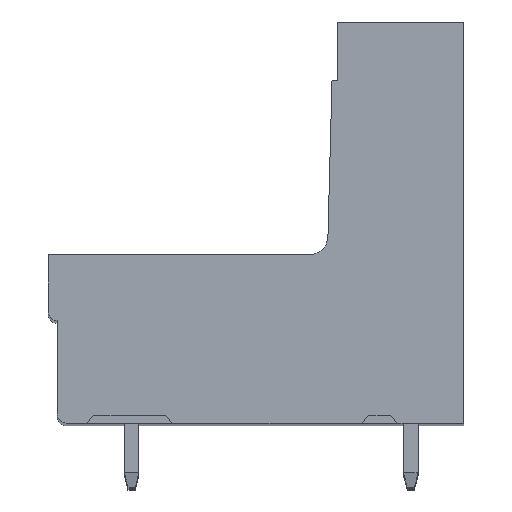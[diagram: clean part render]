
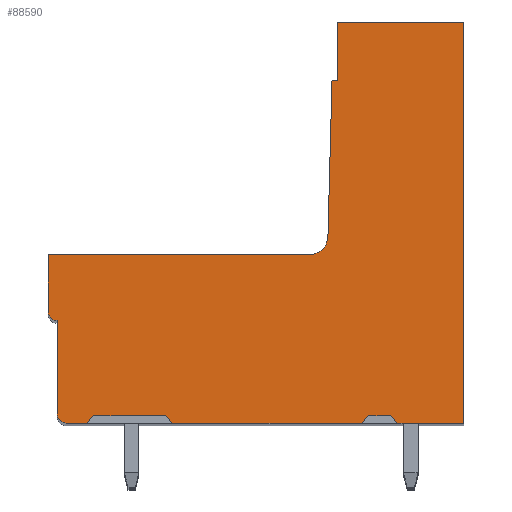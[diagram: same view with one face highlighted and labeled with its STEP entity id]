
A CAD part, top view. The second image highlights one B-rep face of the part: STEP entity #88590.
In plain terms, the highlighted planar face has unit normal (0, 0, 1).
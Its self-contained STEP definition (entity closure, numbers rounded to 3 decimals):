
#9040=DIRECTION('',(-1.,0.,0.));
#9041=VECTOR('',#9040,0.3);
#9042=CARTESIAN_POINT('',(-6.894,18.7,-39.813));
#9043=LINE('',#9042,#9041);
#9048=DIRECTION('',(0.,-1.,0.));
#9049=VECTOR('',#9048,3.2);
#9050=CARTESIAN_POINT('',(-6.894,21.9,-39.813));
#9051=LINE('',#9050,#9049);
#18705=DIRECTION('',(0.,1.,0.));
#18706=VECTOR('',#18705,21.9);
#18707=CARTESIAN_POINT('',(0.006,0.,
-39.813));
#18708=LINE('',#18707,#18706);
#31563=DIRECTION('',(0.,-1.,0.));
#31564=VECTOR('',#31563,5.1);
#31565=CARTESIAN_POINT('',(-22.194,5.6,-39.813));
#31566=LINE('',#31565,#31564);
#31583=DIRECTION('',(-1.,0.,0.));
#31584=VECTOR('',#31583,10.3);
#31585=CARTESIAN_POINT('',(-5.594,0.,
-39.813));
#31586=LINE('',#31585,#31584);
#31587=DIRECTION('',(-0.707,0.707,0.));
#31588=VECTOR('',#31587,0.566);
#31589=CARTESIAN_POINT('',(-15.894,0.,
-39.813));
#31590=LINE('',#31589,#31588);
#31591=DIRECTION('',(-1.,0.,0.));
#31592=VECTOR('',#31591,3.9);
#31593=CARTESIAN_POINT('',(-16.294,0.4,
-39.813));
#31594=LINE('',#31593,#31592);
#31595=DIRECTION('',(-1.,0.,0.));
#31596=VECTOR('',#31595,1.1);
#31597=CARTESIAN_POINT('',(-20.594,0.,
-39.813));
#31598=LINE('',#31597,#31596);
#31599=CARTESIAN_POINT('',(-21.694,0.5,-39.813));
#31600=DIRECTION('',(0.,0.,-1.));
#31601=DIRECTION('',(0.,-1.,0.));
#31602=AXIS2_PLACEMENT_3D('',#31599,#31600,#31601);
#31604=CARTESIAN_POINT('',(-22.194,6.1,-39.813));
#31605=DIRECTION('',(0.,0.,-1.));
#31606=DIRECTION('',(0.,-1.,0.));
#31607=AXIS2_PLACEMENT_3D('',#31604,#31605,#31606);
#31609=DIRECTION('',(0.,1.,0.));
#31610=VECTOR('',#31609,3.1);
#31611=CARTESIAN_POINT('',(-22.694,6.1,
-39.813));
#31612=LINE('',#31611,#31610);
#31613=DIRECTION('',(1.,0.,0.));
#31614=VECTOR('',#31613,14.277);
#31615=CARTESIAN_POINT('',(-22.694,9.2,-39.813));
#31616=LINE('',#31615,#31614);
#31617=CARTESIAN_POINT('',(-8.417,10.2,-39.813));
#31618=DIRECTION('',(0.,0.,1.));
#31619=DIRECTION('',(0.,-1.,0.));
#31620=AXIS2_PLACEMENT_3D('',#31617,#31618,#31619);
#31622=DIRECTION('',(0.026,1.,0.));
#31623=VECTOR('',#31622,8.529);
#31624=CARTESIAN_POINT('',(-7.417,10.174,
-39.813));
#31625=LINE('',#31624,#31623);
#31626=DIRECTION('',(1.,0.,0.));
#31627=VECTOR('',#31626,6.9);
#31628=CARTESIAN_POINT('',(-6.894,21.9,-39.813));
#31629=LINE('',#31628,#31627);
#31630=DIRECTION('',(-1.,0.,0.));
#31631=VECTOR('',#31630,3.6);
#31632=CARTESIAN_POINT('',(0.006,0.,
-39.813));
#31633=LINE('',#31632,#31631);
#31634=DIRECTION('',(-0.707,0.707,0.));
#31635=VECTOR('',#31634,0.566);
#31636=CARTESIAN_POINT('',(-3.594,0.,
-39.813));
#31637=LINE('',#31636,#31635);
#31638=DIRECTION('',(-0.707,-0.707,0.));
#31639=VECTOR('',#31638,0.566);
#31640=CARTESIAN_POINT('',(-5.194,0.4,
-39.813));
#31641=LINE('',#31640,#31639);
#31658=DIRECTION('',(-0.707,-0.707,0.));
#31659=VECTOR('',#31658,0.566);
#31660=CARTESIAN_POINT('',(-20.194,0.4,
-39.813));
#31661=LINE('',#31660,#31659);
#31694=DIRECTION('',(1.,0.,0.));
#31695=VECTOR('',#31694,1.2);
#31696=CARTESIAN_POINT('',(-5.194,0.4,
-39.813));
#31697=LINE('',#31696,#31695);
#32481=CARTESIAN_POINT('',(-5.594,0.,
-39.813));
#32483=VERTEX_POINT('',#32481);
#32487=CARTESIAN_POINT('',(-3.594,0.,
-39.813));
#32488=VERTEX_POINT('',#32487);
#32604=CARTESIAN_POINT('',(-16.294,0.4,
-39.813));
#32605=VERTEX_POINT('',#32604);
#32606=CARTESIAN_POINT('',(-7.417,10.174,
-39.813));
#32607=CARTESIAN_POINT('',(-7.194,18.7,-39.813));
#32608=VERTEX_POINT('',#32606);
#32609=VERTEX_POINT('',#32607);
#32610=CARTESIAN_POINT('',(-6.894,18.7,-39.813));
#32611=VERTEX_POINT('',#32610);
#32612=CARTESIAN_POINT('',(-6.894,21.9,-39.813));
#32613=VERTEX_POINT('',#32612);
#32614=CARTESIAN_POINT('',(-3.994,0.4,
-39.813));
#32615=VERTEX_POINT('',#32614);
#32616=CARTESIAN_POINT('',(-5.194,0.4,
-39.813));
#32617=VERTEX_POINT('',#32616);
#32622=CARTESIAN_POINT('',(-21.694,0.,-39.813));
#32623=CARTESIAN_POINT('',(-22.194,0.5,
-39.813));
#32624=VERTEX_POINT('',#32622);
#32625=VERTEX_POINT('',#32623);
#32626=CARTESIAN_POINT('',(-22.194,5.6,-39.813));
#32627=VERTEX_POINT('',#32626);
#32628=CARTESIAN_POINT('',(-22.694,6.1,
-39.813));
#32629=VERTEX_POINT('',#32628);
#32630=CARTESIAN_POINT('',(-22.694,9.2,-39.813));
#32631=VERTEX_POINT('',#32630);
#32880=CARTESIAN_POINT('',(0.006,0.,
-39.813));
#32881=CARTESIAN_POINT('',(0.006,21.9,-39.813));
#32882=VERTEX_POINT('',#32880);
#32883=VERTEX_POINT('',#32881);
#32884=CARTESIAN_POINT('',(-20.194,0.4,
-39.813));
#32885=CARTESIAN_POINT('',(-20.594,0.,
-39.813));
#32886=VERTEX_POINT('',#32884);
#32887=VERTEX_POINT('',#32885);
#32888=CARTESIAN_POINT('',(-15.894,0.,
-39.813));
#32889=VERTEX_POINT('',#32888);
#32890=CARTESIAN_POINT('',(-8.417,9.2,-39.813));
#32891=VERTEX_POINT('',#32890);
#88557=CARTESIAN_POINT('',(-21.694,0.5,
-39.813));
#88558=DIRECTION('',(0.,0.,-1.));
#88559=DIRECTION('',(-1.,0.,0.));
#88560=AXIS2_PLACEMENT_3D('',#88557,#88558,#88559);
#88561=PLANE('',#88560);
#88562=ORIENTED_EDGE('',*,*,#82302,.T.);
#88564=ORIENTED_EDGE('',*,*,#88563,.T.);
#88566=ORIENTED_EDGE('',*,*,#88565,.T.);
#88568=ORIENTED_EDGE('',*,*,#88567,.T.);
#88569=ORIENTED_EDGE('',*,*,#82294,.T.);
#88570=ORIENTED_EDGE('',*,*,#88505,.T.);
#88571=ORIENTED_EDGE('',*,*,#88520,.F.);
#88572=ORIENTED_EDGE('',*,*,#88535,.T.);
#88573=ORIENTED_EDGE('',*,*,#88549,.T.);
#88574=ORIENTED_EDGE('',*,*,#41956,.T.);
#88575=ORIENTED_EDGE('',*,*,#55512,.T.);
#88576=ORIENTED_EDGE('',*,*,#55527,.T.);
#88577=ORIENTED_EDGE('',*,*,#55542,.F.);
#88578=ORIENTED_EDGE('',*,*,#55557,.F.);
#88579=ORIENTED_EDGE('',*,*,#55572,.T.);
#88580=ORIENTED_EDGE('',*,*,#69013,.F.);
#88581=ORIENTED_EDGE('',*,*,#82310,.T.);
#88583=ORIENTED_EDGE('',*,*,#88582,.T.);
#88585=ORIENTED_EDGE('',*,*,#88584,.F.);
#88587=ORIENTED_EDGE('',*,*,#88586,.T.);
#88588=EDGE_LOOP('',(#88562,#88564,#88566,#88568,#88569,#88570,#88571,#88572,
#88573,#88574,#88575,#88576,#88577,#88578,#88579,#88580,#88581,#88583,#88585,
#88587));
#88589=FACE_OUTER_BOUND('',#88588,.F.);
#88590=ADVANCED_FACE('',(#88589),#88561,.F.);
#31603=CIRCLE('',#31602,0.5);
#31608=CIRCLE('',#31607,0.5);
#31621=CIRCLE('',#31620,1.);
#41956=EDGE_CURVE('',#32631,#32891,#31616,.T.);
#55512=EDGE_CURVE('',#32891,#32608,#31621,.T.);
#55527=EDGE_CURVE('',#32608,#32609,#31625,.T.);
#55542=EDGE_CURVE('',#32611,#32609,#9043,.T.);
#55557=EDGE_CURVE('',#32613,#32611,#9051,.T.);
#55572=EDGE_CURVE('',#32613,#32883,#31629,.T.);
#69013=EDGE_CURVE('',#32882,#32883,#18708,.T.);
#82294=EDGE_CURVE('',#32887,#32624,#31598,.T.);
#82302=EDGE_CURVE('',#32483,#32889,#31586,.T.);
#82310=EDGE_CURVE('',#32882,#32488,#31633,.T.);
#88505=EDGE_CURVE('',#32624,#32625,#31603,.T.);
#88520=EDGE_CURVE('',#32627,#32625,#31566,.T.);
#88535=EDGE_CURVE('',#32627,#32629,#31608,.T.);
#88549=EDGE_CURVE('',#32629,#32631,#31612,.T.);
#88563=EDGE_CURVE('',#32889,#32605,#31590,.T.);
#88565=EDGE_CURVE('',#32605,#32886,#31594,.T.);
#88567=EDGE_CURVE('',#32886,#32887,#31661,.T.);
#88582=EDGE_CURVE('',#32488,#32615,#31637,.T.);
#88584=EDGE_CURVE('',#32617,#32615,#31697,.T.);
#88586=EDGE_CURVE('',#32617,#32483,#31641,.T.);
